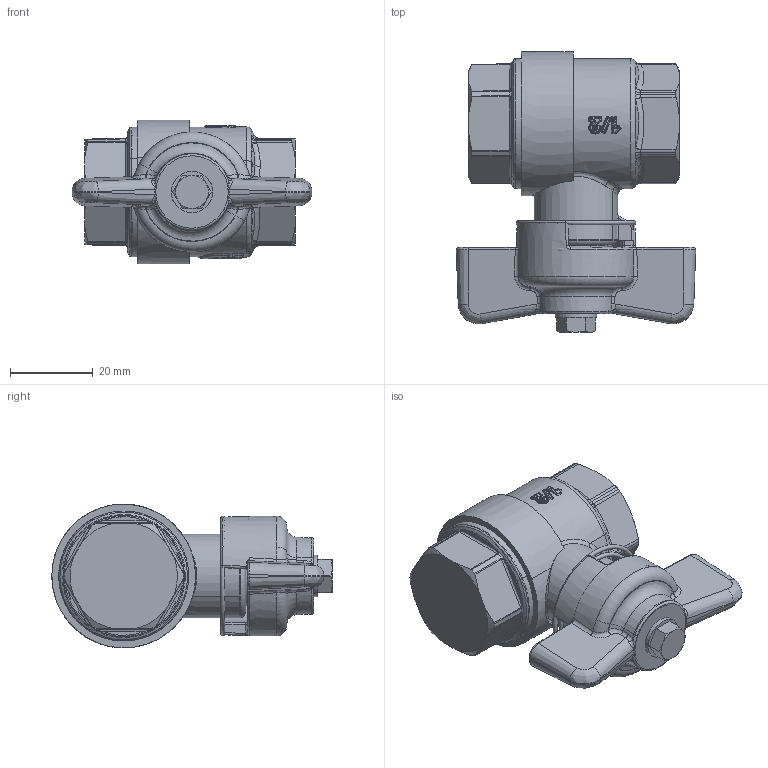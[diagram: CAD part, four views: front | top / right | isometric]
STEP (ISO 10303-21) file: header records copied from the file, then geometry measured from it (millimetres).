
FILE_DESCRIPTION((''),'2;1');
FILE_NAME('323040_ALLCATPART_SW0001','2017-08-31T',('sparenzan'),(''),'CREO PARAMETRIC BY PTC INC, 2016050','CREO PARAMETRIC BY PTC INC, 2016050','');
FILE_SCHEMA(('CONFIG_CONTROL_DESIGN'));
Products named in the file (1): 323040_ALLCATPART_SW0001
Bounding box: 57.96 x 67.85 x 34.79 mm (x, y, z)
Surface area: 27413.8 mm2 (no closed solid volume)
Topology: 0 solids, 0 shells, 617 faces, 2860 edges, 2790 vertices
Faces by surface type: bspline 535, torus 49, sphere 33
Entity records: 53935 total; most frequent: CARTESIAN_POINT 30642, DIRECTION 3304, DEFINITIONAL_REPRESENTATION 2759, PCURVE 2759, COMPOSITE_CURVE_SEGMENT 2759, TRIMMED_CURVE 2752, VECTOR 2364, LINE 2364
